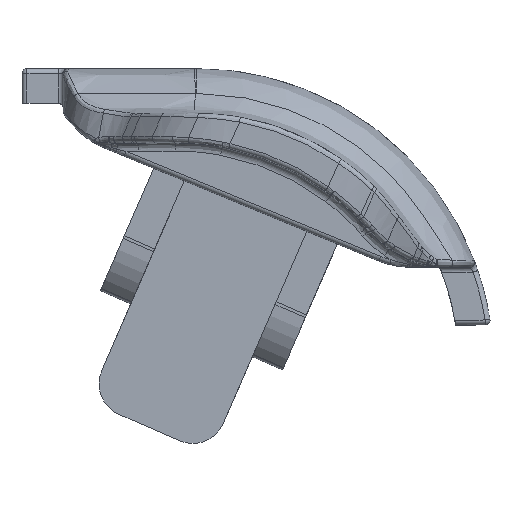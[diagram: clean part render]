
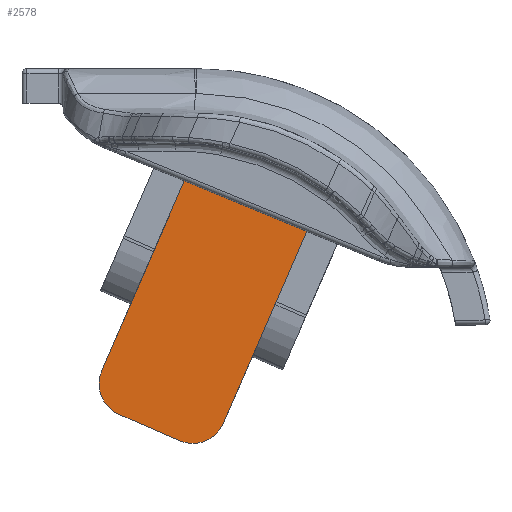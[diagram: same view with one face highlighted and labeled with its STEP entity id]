
A CAD part, front view. The second image highlights one B-rep face of the part: STEP entity #2578.
In plain terms, the highlighted planar face has unit normal (0, -1, 0).
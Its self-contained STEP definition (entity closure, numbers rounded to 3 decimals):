
#285=LINE('',#4293,#399);
#286=LINE('',#4297,#400);
#338=LINE('',#5288,#452);
#339=LINE('',#5289,#453);
#399=VECTOR('',#3052,1000.);
#400=VECTOR('',#3055,1000.);
#452=VECTOR('',#3193,1000.);
#453=VECTOR('',#3194,1000.);
#566=FACE_OUTER_BOUND('',#739,.T.);
#739=EDGE_LOOP('',(#1912,#1913,#1914,#1915,#1916,#1917));
#877=CIRCLE('',#2732,2.);
#916=CIRCLE('',#2799,2.);
#1035=VERTEX_POINT('',#3603);
#1036=VERTEX_POINT('',#3604);
#1084=VERTEX_POINT('',#4291);
#1085=VERTEX_POINT('',#4295);
#1086=VERTEX_POINT('',#4296);
#1198=VERTEX_POINT('',#5287);
#1279=EDGE_CURVE('',#1035,#1036,#877,.T.);
#1330=EDGE_CURVE('',#1035,#1084,#285,.T.);
#1331=EDGE_CURVE('',#1085,#1086,#286,.T.);
#1469=EDGE_CURVE('',#1198,#1036,#338,.T.);
#1470=EDGE_CURVE('',#1084,#1085,#339,.T.);
#1471=EDGE_CURVE('',#1198,#1086,#916,.T.);
#1912=ORIENTED_EDGE('',*,*,#1469,.T.);
#1913=ORIENTED_EDGE('',*,*,#1279,.F.);
#1914=ORIENTED_EDGE('',*,*,#1330,.T.);
#1915=ORIENTED_EDGE('',*,*,#1470,.T.);
#1916=ORIENTED_EDGE('',*,*,#1331,.T.);
#1917=ORIENTED_EDGE('',*,*,#1471,.F.);
#2527=PLANE('',#2798);
#2578=ADVANCED_FACE('',(#566),#2527,.T.);
#2732=AXIS2_PLACEMENT_3D('',#3605,#2988,#2989);
#2798=AXIS2_PLACEMENT_3D('',#5286,#3191,#3192);
#2799=AXIS2_PLACEMENT_3D('',#5290,#3195,#3196);
#2988=DIRECTION('center_axis',(0.,1.,0.));
#2989=DIRECTION('ref_axis',(0.,0.,1.));
#3052=DIRECTION('',(0.399,0.,0.917));
#3055=DIRECTION('',(-0.399,0.,-0.917));
#3191=DIRECTION('center_axis',(0.,-1.,0.));
#3192=DIRECTION('ref_axis',(0.,0.,1.));
#3193=DIRECTION('',(0.917,0.,-0.399));
#3194=DIRECTION('',(-0.925,0.,0.381));
#3195=DIRECTION('center_axis',(0.,1.,0.));
#3196=DIRECTION('ref_axis',(0.,0.,1.));
#3603=CARTESIAN_POINT('',(1.655,2.3,-3.447));
#3604=CARTESIAN_POINT('',(-0.977,2.3,-4.484));
#3605=CARTESIAN_POINT('Origin',(-0.179,2.3,-2.65));
#4291=CARTESIAN_POINT('',(6.706,2.3,8.17));
#4293=CARTESIAN_POINT('',(0.857,2.3,-5.281));
#4295=CARTESIAN_POINT('',(-0.692,2.3,11.218));
#4296=CARTESIAN_POINT('',(-5.682,2.3,-0.257));
#4297=CARTESIAN_POINT('',(0.778,2.3,14.599));
#5286=CARTESIAN_POINT('Origin',(0.,2.3,0.));
#5287=CARTESIAN_POINT('',(-4.645,2.3,-2.889));
#5288=CARTESIAN_POINT('',(-2.811,2.3,-3.686));
#5289=CARTESIAN_POINT('',(-1.308,2.3,11.472));
#5290=CARTESIAN_POINT('Origin',(-3.848,2.3,-1.055));
